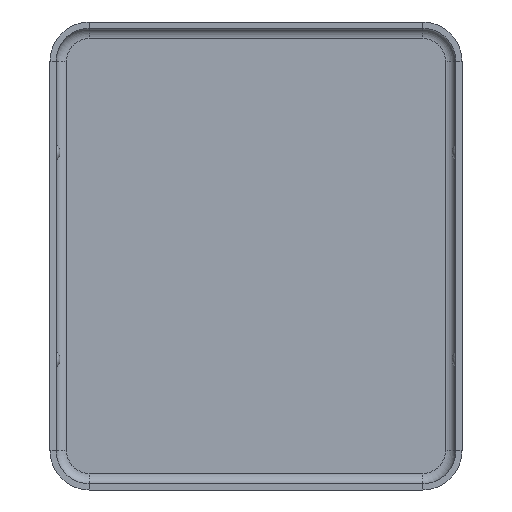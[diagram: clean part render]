
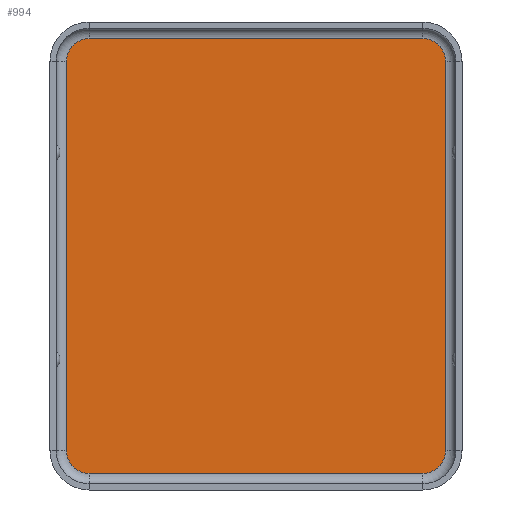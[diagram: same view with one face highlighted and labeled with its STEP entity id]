
A CAD part, front view. The second image highlights one B-rep face of the part: STEP entity #994.
In plain terms, the highlighted planar face has unit normal (0, -1, 0).
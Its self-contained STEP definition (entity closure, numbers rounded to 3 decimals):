
#49 = DIRECTION ( 'NONE',  ( 0., 1., 0. ) ) ;
#113 = ORIENTED_EDGE ( 'NONE', *, *, #488, .F. ) ;
#127 = VERTEX_POINT ( 'NONE', #175 ) ;
#159 = CARTESIAN_POINT ( 'NONE',  ( 9.15, 0., 9.4 ) ) ;
#165 = EDGE_CURVE ( 'NONE', #484, #127, #462, .T. ) ;
#175 = CARTESIAN_POINT ( 'NONE',  ( 8.05, 0., 10.5 ) ) ;
#191 = EDGE_CURVE ( 'NONE', #1398, #388, #501, .T. ) ;
#200 = DIRECTION ( 'NONE',  ( 0., 0., -1. ) ) ;
#206 = CIRCLE ( 'NONE', #1098, 1.1 ) ;
#280 = EDGE_CURVE ( 'NONE', #681, #305, #332, .T. ) ;
#305 = VERTEX_POINT ( 'NONE', #816 ) ;
#308 = VECTOR ( 'NONE', #397, 1000. ) ;
#323 = CARTESIAN_POINT ( 'NONE',  ( 9.15, 0., 0. ) ) ;
#332 = CIRCLE ( 'NONE', #1272, 1.1 ) ;
#334 = DIRECTION ( 'NONE',  ( 0., 0., 1. ) ) ;
#384 = FACE_OUTER_BOUND ( 'NONE', #755, .T. ) ;
#388 = VERTEX_POINT ( 'NONE', #885 ) ;
#394 = AXIS2_PLACEMENT_3D ( 'NONE', #674, #935, #200 ) ;
#397 = DIRECTION ( 'NONE',  ( -1., 0., 0. ) ) ;
#426 = DIRECTION ( 'NONE',  ( 0., -1., 0. ) ) ;
#431 = DIRECTION ( 'NONE',  ( 0., 0., -1. ) ) ;
#434 = DIRECTION ( 'NONE',  ( 0., 1., 0. ) ) ;
#462 = CIRCLE ( 'NONE', #394, 1.1 ) ;
#484 = VERTEX_POINT ( 'NONE', #159 ) ;
#488 = EDGE_CURVE ( 'NONE', #698, #305, #1489, .T. ) ;
#501 = CIRCLE ( 'NONE', #1507, 1.1 ) ;
#526 = DIRECTION ( 'NONE',  ( -1., 0., 0. ) ) ;
#538 = CARTESIAN_POINT ( 'NONE',  ( 8.05, 0., -9.4 ) ) ;
#614 = ORIENTED_EDGE ( 'NONE', *, *, #1609, .F. ) ;
#646 = ORIENTED_EDGE ( 'NONE', *, *, #165, .T. ) ;
#658 = LINE ( 'NONE', #323, #1016 ) ;
#665 = EDGE_CURVE ( 'NONE', #127, #388, #1101, .T. ) ;
#674 = CARTESIAN_POINT ( 'NONE',  ( 8.05, 0., 9.4 ) ) ;
#681 = VERTEX_POINT ( 'NONE', #1260 ) ;
#698 = VERTEX_POINT ( 'NONE', #1510 ) ;
#755 = EDGE_LOOP ( 'NONE', ( #113, #614, #1036, #646, #1068, #1124, #1246, #1528 ) ) ;
#816 = CARTESIAN_POINT ( 'NONE',  ( -8.05, 0., -10.5 ) ) ;
#854 = DIRECTION ( 'NONE',  ( 0., 0., -1. ) ) ;
#885 = CARTESIAN_POINT ( 'NONE',  ( -8.05, 0., 10.5 ) ) ;
#899 = CARTESIAN_POINT ( 'NONE',  ( 8.05, 0., -10.5 ) ) ;
#924 = CARTESIAN_POINT ( 'NONE',  ( -8.05, 0., 9.4 ) ) ;
#935 = DIRECTION ( 'NONE',  ( 0., -1., 0. ) ) ;
#981 = CARTESIAN_POINT ( 'NONE',  ( -9.15, 0., 9.4 ) ) ;
#994 = ADVANCED_FACE ( 'NONE', ( #384 ), #1163, .T. ) ;
#998 = VECTOR ( 'NONE', #854, 1000. ) ;
#1016 = VECTOR ( 'NONE', #1265, 1000. ) ;
#1036 = ORIENTED_EDGE ( 'NONE', *, *, #1089, .F. ) ;
#1068 = ORIENTED_EDGE ( 'NONE', *, *, #665, .T. ) ;
#1072 = DIRECTION ( 'NONE',  ( 0., 0., 1. ) ) ;
#1073 = CARTESIAN_POINT ( 'NONE',  ( 8.05, 0., -9.4 ) ) ;
#1089 = EDGE_CURVE ( 'NONE', #484, #1417, #658, .T. ) ;
#1098 = AXIS2_PLACEMENT_3D ( 'NONE', #1073, #434, #334 ) ;
#1101 = LINE ( 'NONE', #1498, #308 ) ;
#1124 = ORIENTED_EDGE ( 'NONE', *, *, #191, .F. ) ;
#1132 = LINE ( 'NONE', #1611, #998 ) ;
#1163 = PLANE ( 'NONE',  #1479 ) ;
#1207 = DIRECTION ( 'NONE',  ( 0., -1., 0. ) ) ;
#1232 = CARTESIAN_POINT ( 'NONE',  ( 9.15, 0., -9.4 ) ) ;
#1246 = ORIENTED_EDGE ( 'NONE', *, *, #1372, .T. ) ;
#1260 = CARTESIAN_POINT ( 'NONE',  ( -9.15, 0., -9.4 ) ) ;
#1265 = DIRECTION ( 'NONE',  ( 0., 0., -1. ) ) ;
#1272 = AXIS2_PLACEMENT_3D ( 'NONE', #1328, #1207, #1072 ) ;
#1328 = CARTESIAN_POINT ( 'NONE',  ( -8.05, 0., -9.4 ) ) ;
#1372 = EDGE_CURVE ( 'NONE', #1398, #681, #1132, .T. ) ;
#1398 = VERTEX_POINT ( 'NONE', #981 ) ;
#1417 = VERTEX_POINT ( 'NONE', #1232 ) ;
#1473 = VECTOR ( 'NONE', #526, 1000. ) ;
#1479 = AXIS2_PLACEMENT_3D ( 'NONE', #538, #426, #1534 ) ;
#1489 = LINE ( 'NONE', #899, #1473 ) ;
#1498 = CARTESIAN_POINT ( 'NONE',  ( 8.05, 0., 10.5 ) ) ;
#1507 = AXIS2_PLACEMENT_3D ( 'NONE', #924, #49, #431 ) ;
#1510 = CARTESIAN_POINT ( 'NONE',  ( 8.05, 0., -10.5 ) ) ;
#1528 = ORIENTED_EDGE ( 'NONE', *, *, #280, .T. ) ;
#1534 = DIRECTION ( 'NONE',  ( 0., 0., -1. ) ) ;
#1609 = EDGE_CURVE ( 'NONE', #1417, #698, #206, .T. ) ;
#1611 = CARTESIAN_POINT ( 'NONE',  ( -9.15, 0., 0. ) ) ;
